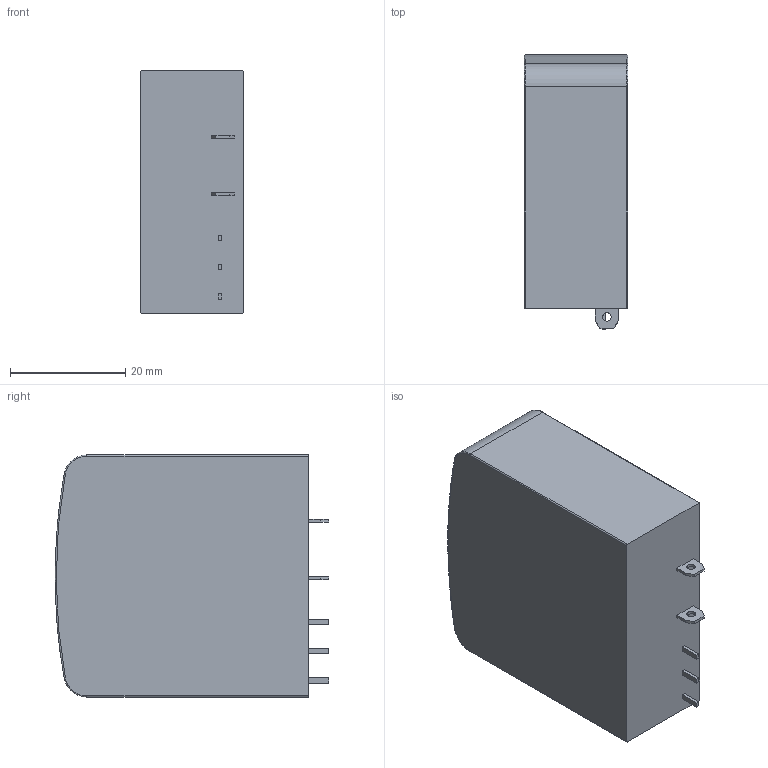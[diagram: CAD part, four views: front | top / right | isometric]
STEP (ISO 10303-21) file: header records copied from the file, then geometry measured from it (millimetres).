
FILE_DESCRIPTION (( 'STEP AP214' ), '1' );
FILE_NAME ('PPV1-6S for 3D Marketing 20220126.STEP', '2022-01-26T21:08:54', ( '' ), ( '' ), 'SwSTEP 2.0', 'SolidWorks 2021', '' );
FILE_SCHEMA (( 'AUTOMOTIVE_DESIGN' ));
Length unit declared in the file: millimetre
Products named in the file (1): PPV1-6S for 3D Marketing 20220126
Bounding box: 18 x 47.52 x 42 mm (x, y, z)
Volume: 32612.6 mm3; surface area: 6687.8 mm2
Topology: 1 solids, 1 shells, 90 faces, 214 edges, 132 vertices
Faces by surface type: plane 40, bspline 28, cylinder 20, cone 2
Entity records: 4671 total; most frequent: CARTESIAN_POINT 1748, ORIENTED_EDGE 428, DIRECTION 326, EDGE_CURVE 214, VERTEX_POINT 132, LINE 116, VECTOR 116, AXIS2_PLACEMENT_3D 105
